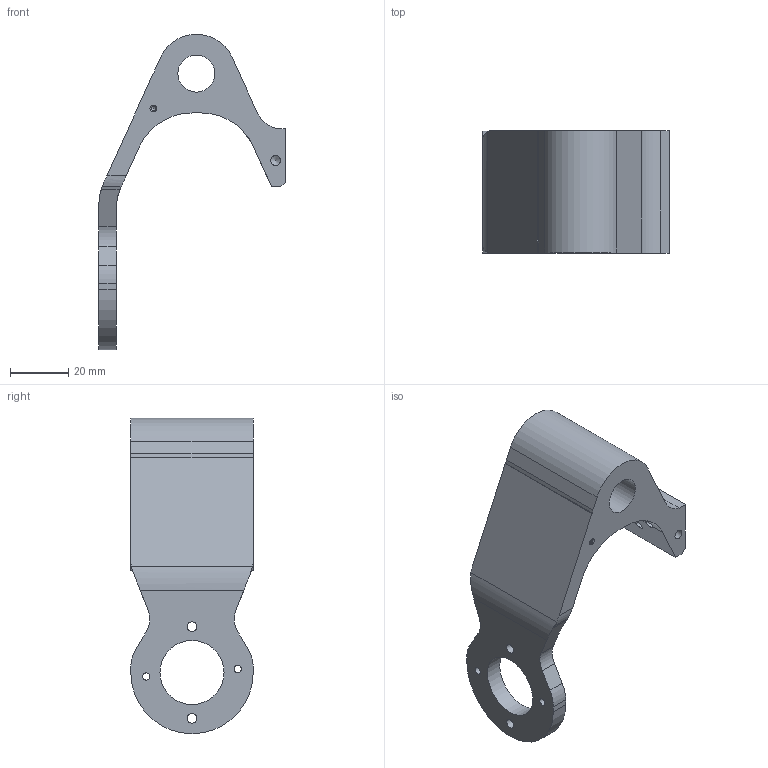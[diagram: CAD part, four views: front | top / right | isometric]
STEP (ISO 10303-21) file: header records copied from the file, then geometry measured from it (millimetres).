
FILE_DESCRIPTION(/* description */ (''),/* implementation_level */ '2;1');
FILE_NAME(/* name */ 'pivotArm_main_v8.step',/* time_stamp */ '2025-10-02T16:47:02-07:00',/* author */ (''),/* organization */ (''),/* preprocessor_version */ 'ST-DEVELOPER v20.1',/* originating_system */ 'Autodesk Translation Framework v14.17.0.0',/* authorisation */ '');
FILE_SCHEMA (('AUTOMOTIVE_DESIGN { 1 0 10303 214 3 1 1 }'));
Length unit declared in the file: millimetre
Products named in the file (1): 2025-06-25-00-13-40-529
Bounding box: 64 x 42 x 108.25 mm (x, y, z)
Volume: 54393.4 mm3; surface area: 18167.5 mm2
Topology: 1 solids, 1 shells, 61 faces, 190 edges, 126 vertices
Faces by surface type: cylinder 30, plane 25, cone 6
Full cylindrical faces by diameter (mm): 1.5 x2, 2.529 x2, 3 x2, 3.332 x7, 4.234 x2, 12.7 x1, 22 x1
Entity records: 2370 total; most frequent: CARTESIAN_POINT 578, ORIENTED_EDGE 372, DIRECTION 356, EDGE_CURVE 186, AXIS2_PLACEMENT_3D 128, VERTEX_POINT 126, LINE 100, VECTOR 100
